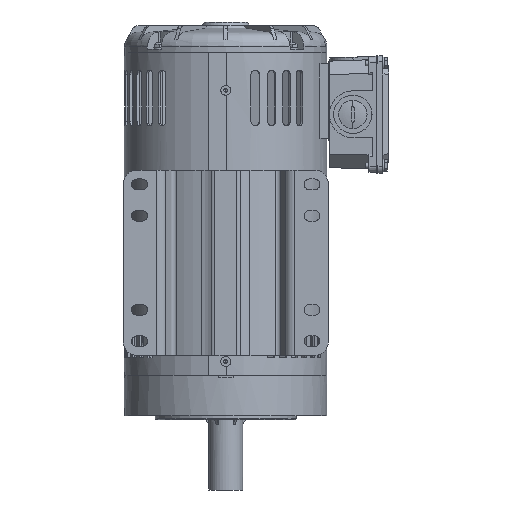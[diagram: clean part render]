
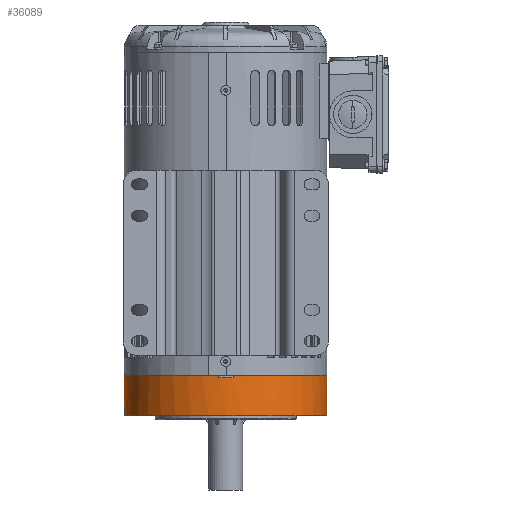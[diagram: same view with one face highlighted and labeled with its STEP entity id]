
A CAD part, front view. The second image highlights one B-rep face of the part: STEP entity #36089.
In plain terms, the highlighted cylindrical face has radius 82 mm (diameter 164 mm), a partial arc.
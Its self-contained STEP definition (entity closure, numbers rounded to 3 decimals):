
#306 = EDGE_CURVE ( 'NONE', #71195, #79731, #52269, .T. ) ;
#1118 = AXIS2_PLACEMENT_3D ( 'NONE', #4003, #54694, #11314 ) ;
#1347 = VERTEX_POINT ( 'NONE', #20855 ) ;
#1944 = ORIENTED_EDGE ( 'NONE', *, *, #72435, .F. ) ;
#2737 = VERTEX_POINT ( 'NONE', #65483 ) ;
#4003 = CARTESIAN_POINT ( 'NONE',  ( 0., 0., -25. ) ) ;
#4371 = DIRECTION ( 'NONE',  ( 0., 0., 1. ) ) ;
#4476 = CARTESIAN_POINT ( 'NONE',  ( 81.78, 6., -23. ) ) ;
#4956 = AXIS2_PLACEMENT_3D ( 'NONE', #35414, #35731, #50288 ) ;
#5049 = CIRCLE ( 'NONE', #35938, 82. ) ;
#5496 = VECTOR ( 'NONE', #38400, 1000. ) ;
#5762 = CARTESIAN_POINT ( 'NONE',  ( 6., 81.78, -23. ) ) ;
#7249 = LINE ( 'NONE', #23544, #38980 ) ;
#7726 = CARTESIAN_POINT ( 'NONE',  ( 0., 0., -23. ) ) ;
#8710 = DIRECTION ( 'NONE',  ( 0., 0., -1. ) ) ;
#8948 = DIRECTION ( 'NONE',  ( 0., 0., -1. ) ) ;
#9435 = EDGE_CURVE ( 'NONE', #2737, #68873, #84380, .T. ) ;
#11314 = DIRECTION ( 'NONE',  ( 1., 0., 0. ) ) ;
#11400 = CARTESIAN_POINT ( 'NONE',  ( -6., 81.78, -23. ) ) ;
#12916 = CARTESIAN_POINT ( 'NONE',  ( -82., 0., 7.7 ) ) ;
#13789 = EDGE_CURVE ( 'NONE', #1347, #71195, #48652, .T. ) ;
#15026 = DIRECTION ( 'NONE',  ( 0., -1., 0. ) ) ;
#15373 = AXIS2_PLACEMENT_3D ( 'NONE', #16114, #66769, #23425 ) ;
#15705 = EDGE_CURVE ( 'NONE', #19241, #2737, #27086, .T. ) ;
#15842 = CARTESIAN_POINT ( 'NONE',  ( 0., 0., -25. ) ) ;
#16097 = LINE ( 'NONE', #90616, #33087 ) ;
#16114 = CARTESIAN_POINT ( 'NONE',  ( 0., 0., -23. ) ) ;
#18781 = CIRCLE ( 'NONE', #42883, 82. ) ;
#18875 = CARTESIAN_POINT ( 'NONE',  ( -82., 0., -23. ) ) ;
#19241 = VERTEX_POINT ( 'NONE', #48404 ) ;
#19331 = VECTOR ( 'NONE', #85249, 1000. ) ;
#19564 = ORIENTED_EDGE ( 'NONE', *, *, #66815, .F. ) ;
#20127 = CYLINDRICAL_SURFACE ( 'NONE', #4956, 82. ) ;
#20855 = CARTESIAN_POINT ( 'NONE',  ( -6., 81.78, -23. ) ) ;
#22817 = VERTEX_POINT ( 'NONE', #27038 ) ;
#23157 = DIRECTION ( 'NONE',  ( 1., 0., 0. ) ) ;
#23306 = CARTESIAN_POINT ( 'NONE',  ( 6., 81.78, -23. ) ) ;
#23425 = DIRECTION ( 'NONE',  ( -1., 0., 0. ) ) ;
#23544 = CARTESIAN_POINT ( 'NONE',  ( 81.78, 6., -23. ) ) ;
#23909 = EDGE_LOOP ( 'NONE', ( #68125, #44565, #25115, #39287, #1944, #64093, #61955, #65099, #68683, #31416, #40864, #19564 ) ) ;
#24300 = CARTESIAN_POINT ( 'NONE',  ( -81.78, 6., -23. ) ) ;
#25115 = ORIENTED_EDGE ( 'NONE', *, *, #9435, .F. ) ;
#27038 = CARTESIAN_POINT ( 'NONE',  ( 6., 81.78, -25. ) ) ;
#27086 = LINE ( 'NONE', #59938, #5496 ) ;
#29051 = EDGE_CURVE ( 'NONE', #71846, #48890, #7249, .T. ) ;
#31416 = ORIENTED_EDGE ( 'NONE', *, *, #13789, .T. ) ;
#33087 = VECTOR ( 'NONE', #61776, 1000. ) ;
#33458 = EDGE_CURVE ( 'NONE', #67769, #68873, #75783, .T. ) ;
#35414 = CARTESIAN_POINT ( 'NONE',  ( 0., 0., 0. ) ) ;
#35731 = DIRECTION ( 'NONE',  ( 0., 0., 1. ) ) ;
#35938 = AXIS2_PLACEMENT_3D ( 'NONE', #15842, #66520, #23157 ) ;
#36089 = ADVANCED_FACE ( 'NONE', ( #58636 ), #20127, .T. ) ;
#37469 = LINE ( 'NONE', #23306, #74998 ) ;
#37776 = EDGE_CURVE ( 'NONE', #1347, #82664, #64059, .T. ) ;
#38400 = DIRECTION ( 'NONE',  ( 0., 0., 1. ) ) ;
#38980 = VECTOR ( 'NONE', #8948, 1000. ) ;
#39287 = ORIENTED_EDGE ( 'NONE', *, *, #15705, .F. ) ;
#40198 = DIRECTION ( 'NONE',  ( 0., 0., -1. ) ) ;
#40864 = ORIENTED_EDGE ( 'NONE', *, *, #306, .T. ) ;
#42231 = AXIS2_PLACEMENT_3D ( 'NONE', #47752, #4371, #55073 ) ;
#42642 = CARTESIAN_POINT ( 'NONE',  ( 0., 0., -23. ) ) ;
#42883 = AXIS2_PLACEMENT_3D ( 'NONE', #42642, #93341, #49900 ) ;
#44565 = ORIENTED_EDGE ( 'NONE', *, *, #33458, .T. ) ;
#47752 = CARTESIAN_POINT ( 'NONE',  ( 0., 0., 7.7 ) ) ;
#48404 = CARTESIAN_POINT ( 'NONE',  ( 82., 0., -23. ) ) ;
#48652 = LINE ( 'NONE', #11400, #87191 ) ;
#48890 = VERTEX_POINT ( 'NONE', #68878 ) ;
#49900 = DIRECTION ( 'NONE',  ( 0., 1., 0. ) ) ;
#50288 = DIRECTION ( 'NONE',  ( 1., 0., 0. ) ) ;
#52269 = CIRCLE ( 'NONE', #1118, 82. ) ;
#53626 = CARTESIAN_POINT ( 'NONE',  ( -81.78, 6., -25. ) ) ;
#54694 = DIRECTION ( 'NONE',  ( 0., 0., 1. ) ) ;
#55073 = DIRECTION ( 'NONE',  ( 1., 0., 0. ) ) ;
#56424 = CARTESIAN_POINT ( 'NONE',  ( -82., 0., 0. ) ) ;
#57098 = AXIS2_PLACEMENT_3D ( 'NONE', #7726, #58405, #15026 ) ;
#57428 = EDGE_CURVE ( 'NONE', #67769, #91168, #77547, .T. ) ;
#58405 = DIRECTION ( 'NONE',  ( 0., 0., -1. ) ) ;
#58636 = FACE_OUTER_BOUND ( 'NONE', #23909, .T. ) ;
#59938 = CARTESIAN_POINT ( 'NONE',  ( 82., 0., 0. ) ) ;
#60504 = EDGE_CURVE ( 'NONE', #82664, #22817, #37469, .T. ) ;
#61776 = DIRECTION ( 'NONE',  ( 0., 0., -1. ) ) ;
#61955 = ORIENTED_EDGE ( 'NONE', *, *, #89392, .T. ) ;
#64059 = CIRCLE ( 'NONE', #15373, 82. ) ;
#64093 = ORIENTED_EDGE ( 'NONE', *, *, #29051, .T. ) ;
#65099 = ORIENTED_EDGE ( 'NONE', *, *, #60504, .F. ) ;
#65483 = CARTESIAN_POINT ( 'NONE',  ( 82., 0., 7.7 ) ) ;
#66520 = DIRECTION ( 'NONE',  ( 0., 0., 1. ) ) ;
#66769 = DIRECTION ( 'NONE',  ( 0., 0., -1. ) ) ;
#66815 = EDGE_CURVE ( 'NONE', #91168, #79731, #16097, .T. ) ;
#67769 = VERTEX_POINT ( 'NONE', #18875 ) ;
#68125 = ORIENTED_EDGE ( 'NONE', *, *, #57428, .F. ) ;
#68683 = ORIENTED_EDGE ( 'NONE', *, *, #37776, .F. ) ;
#68873 = VERTEX_POINT ( 'NONE', #12916 ) ;
#68878 = CARTESIAN_POINT ( 'NONE',  ( 81.78, 6., -25. ) ) ;
#70372 = CARTESIAN_POINT ( 'NONE',  ( -6., 81.78, -25. ) ) ;
#71195 = VERTEX_POINT ( 'NONE', #70372 ) ;
#71846 = VERTEX_POINT ( 'NONE', #4476 ) ;
#72435 = EDGE_CURVE ( 'NONE', #71846, #19241, #18781, .T. ) ;
#74998 = VECTOR ( 'NONE', #8710, 1000. ) ;
#75783 = LINE ( 'NONE', #56424, #19331 ) ;
#77547 = CIRCLE ( 'NONE', #57098, 82. ) ;
#79731 = VERTEX_POINT ( 'NONE', #53626 ) ;
#82664 = VERTEX_POINT ( 'NONE', #5762 ) ;
#84380 = CIRCLE ( 'NONE', #42231, 82. ) ;
#85249 = DIRECTION ( 'NONE',  ( 0., 0., 1. ) ) ;
#87191 = VECTOR ( 'NONE', #40198, 1000. ) ;
#89392 = EDGE_CURVE ( 'NONE', #48890, #22817, #5049, .T. ) ;
#90616 = CARTESIAN_POINT ( 'NONE',  ( -81.78, 6., -23. ) ) ;
#91168 = VERTEX_POINT ( 'NONE', #24300 ) ;
#93341 = DIRECTION ( 'NONE',  ( 0., 0., -1. ) ) ;
